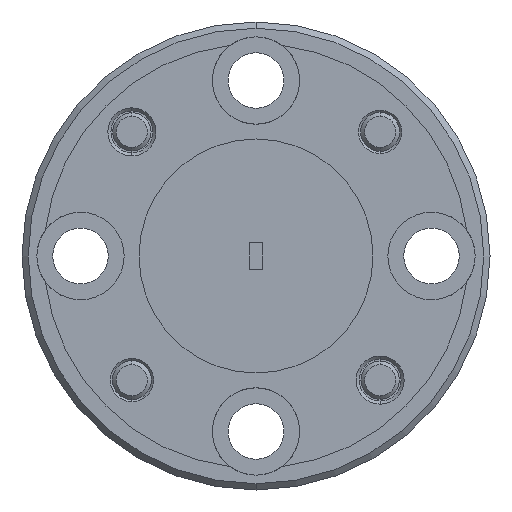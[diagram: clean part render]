
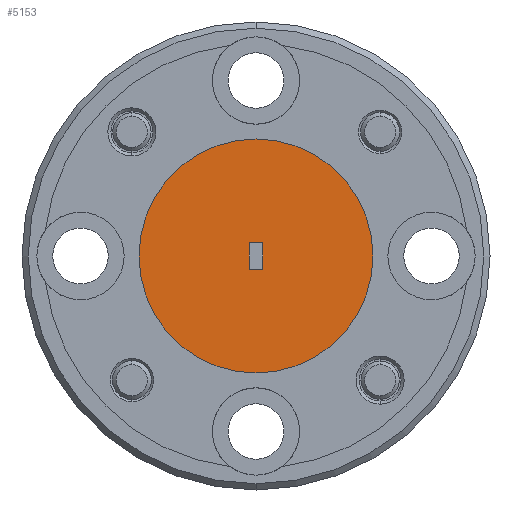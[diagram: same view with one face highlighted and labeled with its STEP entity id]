
A CAD part, left-side view. The second image highlights one B-rep face of the part: STEP entity #5153.
In plain terms, the highlighted planar face has unit normal (-1, 0, 0).
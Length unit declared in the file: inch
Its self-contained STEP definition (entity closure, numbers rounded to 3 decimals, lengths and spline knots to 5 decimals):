
#20 = DIRECTION ( 'NONE',  ( 0., 0., 1. ) ) ;
#36 = CARTESIAN_POINT ( 'NONE',  ( -0.49549, 0.65486, 0.87183 ) ) ;
#272 = CARTESIAN_POINT ( 'NONE',  ( -0.49549, 0.65486, 0.68433 ) ) ;
#362 = DIRECTION ( 'NONE',  ( 0., 1., 0. ) ) ;
#645 = DIRECTION ( 'NONE',  ( -1., 0., 0. ) ) ;
#713 = VERTEX_POINT ( 'NONE', #2138 ) ;
#831 = CIRCLE ( 'NONE', #6910, 0.1875 ) ;
#899 = ORIENTED_EDGE ( 'NONE', *, *, #1829, .F. ) ;
#1120 = CARTESIAN_POINT ( 'NONE',  ( -0.49549, 0.64411, 0.85033 ) ) ;
#1121 = VERTEX_POINT ( 'NONE', #5621 ) ;
#1397 = VECTOR ( 'NONE', #6502, 39.37008 ) ;
#1510 = DIRECTION ( 'NONE',  ( 0., 0., 1. ) ) ;
#1810 = CARTESIAN_POINT ( 'NONE',  ( -0.49549, 0.66561, 0.89333 ) ) ;
#1829 = EDGE_CURVE ( 'NONE', #3427, #6729, #5302, .T. ) ;
#1833 = CARTESIAN_POINT ( 'NONE',  ( -0.49549, 0.66561, 0.85033 ) ) ;
#2138 = CARTESIAN_POINT ( 'NONE',  ( -0.49549, 0.66561, 0.85033 ) ) ;
#2182 = CARTESIAN_POINT ( 'NONE',  ( -0.49549, 0.65486, 0.87183 ) ) ;
#2252 = EDGE_CURVE ( 'NONE', #3927, #5574, #6104, .T. ) ;
#2308 = VECTOR ( 'NONE', #4715, 39.37008 ) ;
#2371 = EDGE_LOOP ( 'NONE', ( #6592, #4584 ) ) ;
#2427 = CARTESIAN_POINT ( 'NONE',  ( -0.49549, 0.65486, 0.87183 ) ) ;
#2573 = CARTESIAN_POINT ( 'NONE',  ( -0.49549, 0.65486, 1.05933 ) ) ;
#2801 = AXIS2_PLACEMENT_3D ( 'NONE', #2427, #3042, #6373 ) ;
#2867 = DIRECTION ( 'NONE',  ( 0., 0., 1. ) ) ;
#3042 = DIRECTION ( 'NONE',  ( 1., 0., 0. ) ) ;
#3427 = VERTEX_POINT ( 'NONE', #6439 ) ;
#3526 = FACE_BOUND ( 'NONE', #4450, .T. ) ;
#3835 = CARTESIAN_POINT ( 'NONE',  ( -0.49549, 0.66561, 0.85033 ) ) ;
#3927 = VERTEX_POINT ( 'NONE', #272 ) ;
#3989 = EDGE_CURVE ( 'NONE', #6729, #713, #4874, .T. ) ;
#4084 = PLANE ( 'NONE',  #2801 ) ;
#4143 = EDGE_CURVE ( 'NONE', #713, #1121, #6873, .T. ) ;
#4293 = DIRECTION ( 'NONE',  ( -1., 0., 0. ) ) ;
#4450 = EDGE_LOOP ( 'NONE', ( #5098, #899, #6354, #6869 ) ) ;
#4584 = ORIENTED_EDGE ( 'NONE', *, *, #2252, .T. ) ;
#4715 = DIRECTION ( 'NONE',  ( 0., -1., 0. ) ) ;
#4741 = CARTESIAN_POINT ( 'NONE',  ( -0.49549, 0.66561, 0.89333 ) ) ;
#4874 = LINE ( 'NONE', #3835, #1397 ) ;
#4876 = EDGE_CURVE ( 'NONE', #5574, #3927, #831, .T. ) ;
#4977 = VECTOR ( 'NONE', #362, 39.37008 ) ;
#5098 = ORIENTED_EDGE ( 'NONE', *, *, #3989, .F. ) ;
#5153 = ADVANCED_FACE ( 'NONE', ( #6795, #3526 ), #4084, .F. ) ;
#5302 = LINE ( 'NONE', #4741, #4977 ) ;
#5433 = AXIS2_PLACEMENT_3D ( 'NONE', #2182, #4293, #1510 ) ;
#5574 = VERTEX_POINT ( 'NONE', #2573 ) ;
#5589 = VECTOR ( 'NONE', #20, 39.37008 ) ;
#5621 = CARTESIAN_POINT ( 'NONE',  ( -0.49549, 0.64411, 0.85033 ) ) ;
#6104 = CIRCLE ( 'NONE', #5433, 0.1875 ) ;
#6207 = LINE ( 'NONE', #1120, #5589 ) ;
#6354 = ORIENTED_EDGE ( 'NONE', *, *, #6541, .F. ) ;
#6373 = DIRECTION ( 'NONE',  ( 0., 0., -1. ) ) ;
#6439 = CARTESIAN_POINT ( 'NONE',  ( -0.49549, 0.64411, 0.89333 ) ) ;
#6502 = DIRECTION ( 'NONE',  ( 0., 0., -1. ) ) ;
#6541 = EDGE_CURVE ( 'NONE', #1121, #3427, #6207, .T. ) ;
#6592 = ORIENTED_EDGE ( 'NONE', *, *, #4876, .T. ) ;
#6729 = VERTEX_POINT ( 'NONE', #1810 ) ;
#6795 = FACE_OUTER_BOUND ( 'NONE', #2371, .T. ) ;
#6869 = ORIENTED_EDGE ( 'NONE', *, *, #4143, .F. ) ;
#6873 = LINE ( 'NONE', #1833, #2308 ) ;
#6910 = AXIS2_PLACEMENT_3D ( 'NONE', #36, #645, #2867 ) ;
